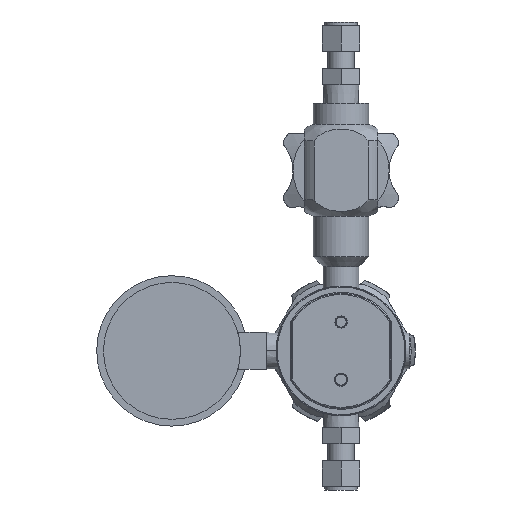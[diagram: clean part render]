
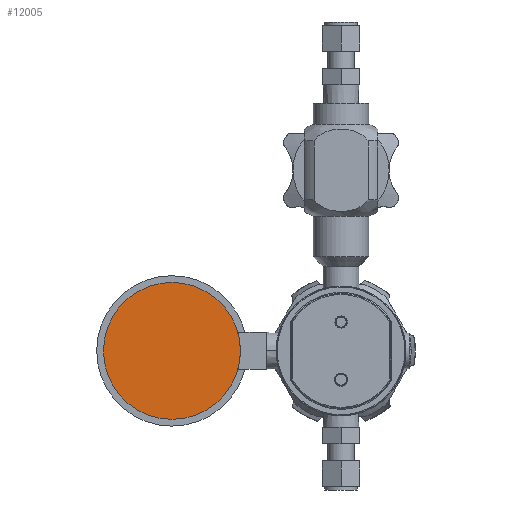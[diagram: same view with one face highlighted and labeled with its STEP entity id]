
A CAD part, front view. The second image highlights one B-rep face of the part: STEP entity #12005.
In plain terms, the highlighted face is planar.
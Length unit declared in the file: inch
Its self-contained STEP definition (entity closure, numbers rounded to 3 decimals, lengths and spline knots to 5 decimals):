
#11668=CARTESIAN_POINT('',(0.61,0.,0.));
#11669=DIRECTION('',(1.,0.,0.));
#11670=DIRECTION('',(0.,1.,0.));
#11671=AXIS2_PLACEMENT_3D('',#11668,#11669,#11670);
#11673=CARTESIAN_POINT('',(0.61,0.,0.));
#11674=DIRECTION('',(1.,0.,0.));
#11675=DIRECTION('',(0.,-1.,0.));
#11676=AXIS2_PLACEMENT_3D('',#11673,#11674,#11675);
#11790=CARTESIAN_POINT('',(0.61,1.0375,0.));
#11792=VERTEX_POINT('',#11790);
#11808=CARTESIAN_POINT('',(0.61,-1.0375,0.));
#11809=VERTEX_POINT('',#11808);
#11996=CARTESIAN_POINT('',(0.61,0.51875,0.));
#11997=DIRECTION('',(1.,0.,0.));
#11998=DIRECTION('',(0.,0.,-1.));
#11999=AXIS2_PLACEMENT_3D('',#11996,#11997,#11998);
#12000=PLANE('',#11999);
#12001=ORIENTED_EDGE('',*,*,#11965,.F.);
#12002=ORIENTED_EDGE('',*,*,#11991,.F.);
#12003=EDGE_LOOP('',(#12001,#12002));
#12004=FACE_OUTER_BOUND('',#12003,.F.);
#12005=ADVANCED_FACE('',(#12004),#12000,.T.);
#11672=CIRCLE('',#11671,1.0375);
#11677=CIRCLE('',#11676,1.0375);
#11965=EDGE_CURVE('',#11792,#11809,#11672,.T.);
#11991=EDGE_CURVE('',#11809,#11792,#11677,.T.);
